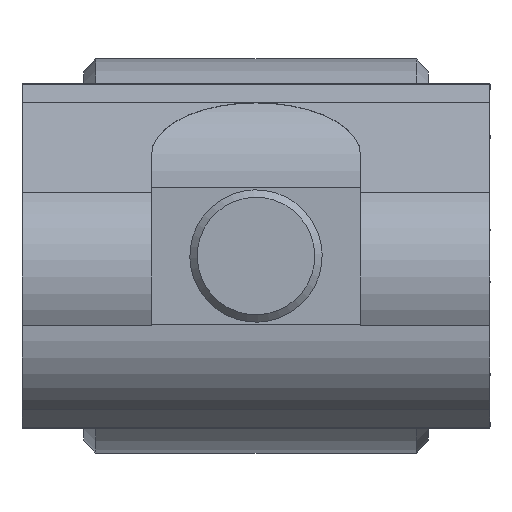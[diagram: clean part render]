
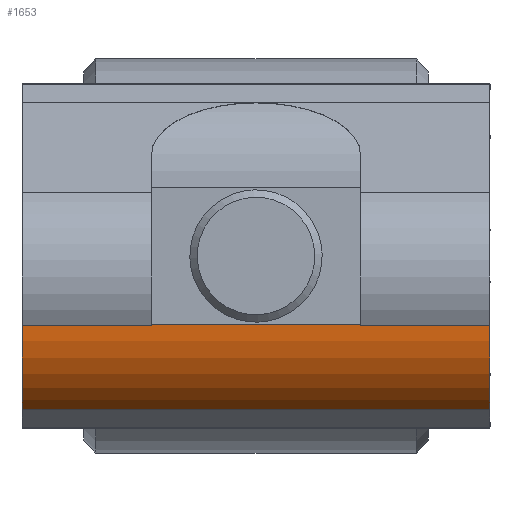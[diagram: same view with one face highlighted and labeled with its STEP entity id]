
A CAD part, front view. The second image highlights one B-rep face of the part: STEP entity #1653.
In plain terms, the highlighted cylindrical face has radius 4 mm (diameter 8 mm), a partial arc.
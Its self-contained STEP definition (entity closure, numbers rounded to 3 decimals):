
#145=CYLINDRICAL_SURFACE('',#1794,4.);
#205=FACE_OUTER_BOUND('',#288,.T.);
#288=EDGE_LOOP('',(#1384,#1385,#1386,#1387));
#350=CIRCLE('',#1759,4.);
#358=CIRCLE('',#1768,4.);
#429=LINE('',#2454,#581);
#507=LINE('',#2672,#659);
#581=VECTOR('',#1970,10.);
#659=VECTOR('',#2154,10.);
#737=VERTEX_POINT('',#2451);
#738=VERTEX_POINT('',#2453);
#766=VERTEX_POINT('',#2536);
#787=VERTEX_POINT('',#2581);
#916=EDGE_CURVE('',#737,#738,#429,.T.);
#954=EDGE_CURVE('',#738,#766,#350,.T.);
#978=EDGE_CURVE('',#787,#737,#358,.T.);
#1019=EDGE_CURVE('',#787,#766,#507,.T.);
#1384=ORIENTED_EDGE('',*,*,#916,.F.);
#1385=ORIENTED_EDGE('',*,*,#978,.F.);
#1386=ORIENTED_EDGE('',*,*,#1019,.T.);
#1387=ORIENTED_EDGE('',*,*,#954,.F.);
#1653=ADVANCED_FACE('',(#205),#145,.T.);
#1759=AXIS2_PLACEMENT_3D('',#2537,#2030,#2031);
#1768=AXIS2_PLACEMENT_3D('',#2583,#2064,#2065);
#1794=AXIS2_PLACEMENT_3D('',#2671,#2152,#2153);
#1970=DIRECTION('',(1.,0.,0.));
#2030=DIRECTION('center_axis',(1.,0.,0.));
#2031=DIRECTION('ref_axis',(0.,0.5,0.866));
#2064=DIRECTION('center_axis',(-1.,0.,0.));
#2065=DIRECTION('ref_axis',(0.,0.5,0.866));
#2152=DIRECTION('center_axis',(-1.,0.,0.));
#2153=DIRECTION('ref_axis',(0.,0.5,0.866));
#2154=DIRECTION('',(1.,0.,0.));
#2451=CARTESIAN_POINT('',(-16.5,-9.7,-2.774));
#2453=CARTESIAN_POINT('',(2.5,-9.7,-2.774));
#2454=CARTESIAN_POINT('',(-7.,-9.7,-2.774));
#2536=CARTESIAN_POINT('',(2.5,-7.7,-6.238));
#2537=CARTESIAN_POINT('Origin',(2.5,-5.7,-2.774));
#2581=CARTESIAN_POINT('',(-16.5,-7.7,-6.238));
#2583=CARTESIAN_POINT('Origin',(-16.5,-5.7,-2.774));
#2671=CARTESIAN_POINT('Origin',(-7.,-5.7,-2.774));
#2672=CARTESIAN_POINT('',(-7.,-7.7,-6.238));
